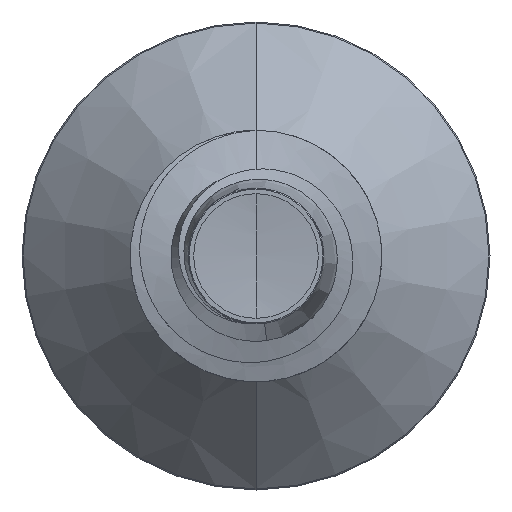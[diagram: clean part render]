
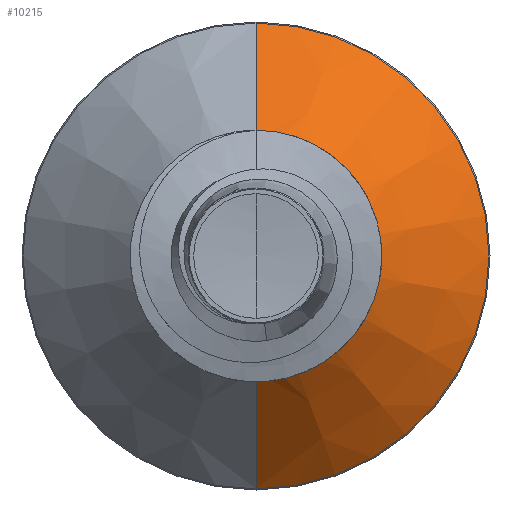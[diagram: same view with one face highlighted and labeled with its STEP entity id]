
A CAD part, front view. The second image highlights one B-rep face of the part: STEP entity #10215.
In plain terms, the highlighted conical face has half-angle 45 degrees and reference radius 2.301 mm.
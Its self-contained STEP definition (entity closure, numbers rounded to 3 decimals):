
#945 = LINE ( 'NONE', #5430, #4267 ) ;
#1232 = CIRCLE ( 'NONE', #13607, 4.628 ) ;
#1239 = VERTEX_POINT ( 'NONE', #2379 ) ;
#2264 = EDGE_LOOP ( 'NONE', ( #11495, #9892, #12303, #3748 ) ) ;
#2379 = CARTESIAN_POINT ( 'NONE',  ( 0., 5.901, -2.301 ) ) ;
#2699 = CONICAL_SURFACE ( 'NONE', #10129, 2.301, 0.785 ) ;
#3146 = DIRECTION ( 'NONE',  ( 0., 0., 1. ) ) ;
#3197 = DIRECTION ( 'NONE',  ( 0., 1., 0. ) ) ;
#3201 = CARTESIAN_POINT ( 'NONE',  ( 0., 8.228, 0. ) ) ;
#3250 = EDGE_CURVE ( 'NONE', #4266, #1239, #6499, .T. ) ;
#3748 = ORIENTED_EDGE ( 'NONE', *, *, #9971, .F. ) ;
#4082 = VERTEX_POINT ( 'NONE', #4316 ) ;
#4266 = VERTEX_POINT ( 'NONE', #11742 ) ;
#4267 = VECTOR ( 'NONE', #5496, 1000. ) ;
#4281 = LINE ( 'NONE', #10793, #4670 ) ;
#4316 = CARTESIAN_POINT ( 'NONE',  ( 0., 8.228, 4.628 ) ) ;
#4670 = VECTOR ( 'NONE', #8220, 1000. ) ;
#5430 = CARTESIAN_POINT ( 'NONE',  ( 0., 5.901, 2.301 ) ) ;
#5496 = DIRECTION ( 'NONE',  ( 0., 0.707, 0.707 ) ) ;
#6249 = FACE_OUTER_BOUND ( 'NONE', #2264, .T. ) ;
#6499 = CIRCLE ( 'NONE', #7987, 2.301 ) ;
#7628 = VERTEX_POINT ( 'NONE', #12172 ) ;
#7987 = AXIS2_PLACEMENT_3D ( 'NONE', #8533, #8525, #8512 ) ;
#8220 = DIRECTION ( 'NONE',  ( 0., 0.707, -0.707 ) ) ;
#8512 = DIRECTION ( 'NONE',  ( 0., 0., 1. ) ) ;
#8525 = DIRECTION ( 'NONE',  ( 0., 1., 0. ) ) ;
#8533 = CARTESIAN_POINT ( 'NONE',  ( 0., 5.901, 0. ) ) ;
#8715 = EDGE_CURVE ( 'NONE', #1239, #7628, #4281, .T. ) ;
#9892 = ORIENTED_EDGE ( 'NONE', *, *, #8715, .T. ) ;
#9971 = EDGE_CURVE ( 'NONE', #4266, #4082, #945, .T. ) ;
#10129 = AXIS2_PLACEMENT_3D ( 'NONE', #13021, #12803, #12779 ) ;
#10215 = ADVANCED_FACE ( 'NONE', ( #6249 ), #2699, .T. ) ;
#10793 = CARTESIAN_POINT ( 'NONE',  ( 0., 5.901, -2.301 ) ) ;
#11495 = ORIENTED_EDGE ( 'NONE', *, *, #3250, .T. ) ;
#11742 = CARTESIAN_POINT ( 'NONE',  ( 0., 5.901, 2.301 ) ) ;
#12172 = CARTESIAN_POINT ( 'NONE',  ( 0., 8.228, -4.628 ) ) ;
#12303 = ORIENTED_EDGE ( 'NONE', *, *, #12339, .F. ) ;
#12339 = EDGE_CURVE ( 'NONE', #4082, #7628, #1232, .T. ) ;
#12779 = DIRECTION ( 'NONE',  ( 0., 0., 1. ) ) ;
#12803 = DIRECTION ( 'NONE',  ( 0., 1., 0. ) ) ;
#13021 = CARTESIAN_POINT ( 'NONE',  ( 0., 5.901, 0. ) ) ;
#13607 = AXIS2_PLACEMENT_3D ( 'NONE', #3201, #3197, #3146 ) ;
